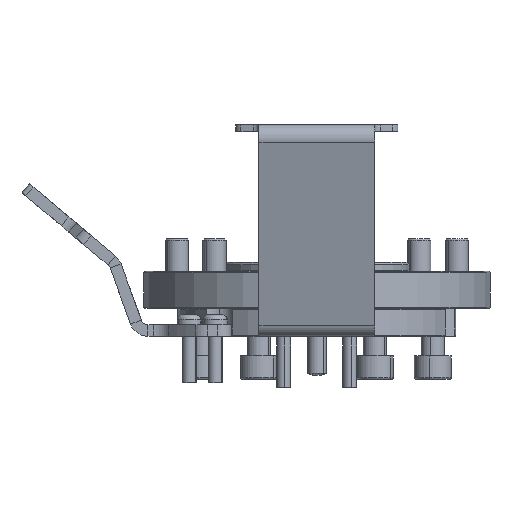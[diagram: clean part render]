
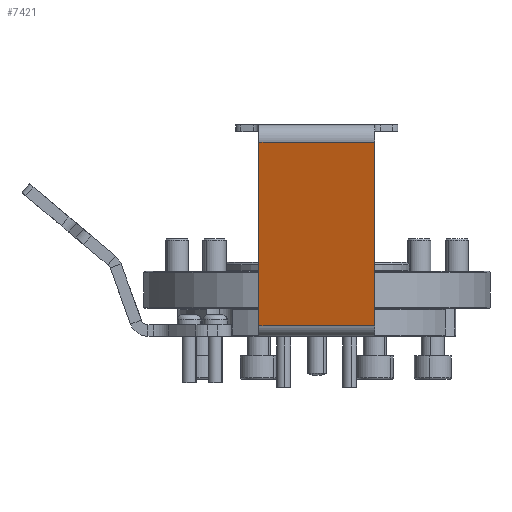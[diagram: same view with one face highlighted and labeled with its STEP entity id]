
A CAD part, left-side view. The second image highlights one B-rep face of the part: STEP entity #7421.
In plain terms, the highlighted planar face has unit normal (-0.966, 0, -0.259).
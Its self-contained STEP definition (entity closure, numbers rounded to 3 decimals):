
#888 = DIRECTION ( 'NONE',  ( 0.259, 0., -0.966 ) ) ;
#957 = DIRECTION ( 'NONE',  ( -0.259, 0., 0.966 ) ) ;
#1201 = PLANE ( 'NONE',  #17628 ) ;
#2159 = ORIENTED_EDGE ( 'NONE', *, *, #6834, .T. ) ;
#2557 = DIRECTION ( 'NONE',  ( 0., 1., 0. ) ) ;
#2928 = VECTOR ( 'NONE', #3026, 1000. ) ;
#3026 = DIRECTION ( 'NONE',  ( 0.259, 0., -0.966 ) ) ;
#3351 = CARTESIAN_POINT ( 'NONE',  ( 1419.067, -25., 1412.447 ) ) ;
#4174 = CARTESIAN_POINT ( 'NONE',  ( 1397.819, -35., 1491.747 ) ) ;
#4506 = EDGE_CURVE ( 'NONE', #8149, #5338, #13013, .T. ) ;
#4954 = VERTEX_POINT ( 'NONE', #8377 ) ;
#5049 = EDGE_CURVE ( 'NONE', #5338, #4954, #18304, .T. ) ;
#5338 = VERTEX_POINT ( 'NONE', #3351 ) ;
#6205 = CARTESIAN_POINT ( 'NONE',  ( 1397.819, 25., 1491.747 ) ) ;
#6834 = EDGE_CURVE ( 'NONE', #8149, #16440, #18419, .T. ) ;
#7044 = VECTOR ( 'NONE', #13601, 1000. ) ;
#7421 = ADVANCED_FACE ( 'NONE', ( #12227 ), #1201, .T. ) ;
#7746 = ORIENTED_EDGE ( 'NONE', *, *, #4506, .F. ) ;
#7756 = ORIENTED_EDGE ( 'NONE', *, *, #5049, .F. ) ;
#8149 = VERTEX_POINT ( 'NONE', #11028 ) ;
#8377 = CARTESIAN_POINT ( 'NONE',  ( 1419.067, 25., 1412.447 ) ) ;
#9114 = CARTESIAN_POINT ( 'NONE',  ( 1420.259, -35., 1408. ) ) ;
#10618 = CARTESIAN_POINT ( 'NONE',  ( 1394.924, 25., 1502.551 ) ) ;
#11028 = CARTESIAN_POINT ( 'NONE',  ( 1397.819, -25., 1491.747 ) ) ;
#11257 = EDGE_LOOP ( 'NONE', ( #2159, #18288, #7756, #7746 ) ) ;
#12014 = CARTESIAN_POINT ( 'NONE',  ( 1419.067, -35., 1412.447 ) ) ;
#12227 = FACE_OUTER_BOUND ( 'NONE', #11257, .T. ) ;
#13013 = LINE ( 'NONE', #17507, #2928 ) ;
#13601 = DIRECTION ( 'NONE',  ( 0., 1., 0. ) ) ;
#15394 = DIRECTION ( 'NONE',  ( -0.966, 0., -0.259 ) ) ;
#16440 = VERTEX_POINT ( 'NONE', #6205 ) ;
#17507 = CARTESIAN_POINT ( 'NONE',  ( 1420.259, -25., 1408. ) ) ;
#17628 = AXIS2_PLACEMENT_3D ( 'NONE', #9114, #15394, #888 ) ;
#18288 = ORIENTED_EDGE ( 'NONE', *, *, #19918, .F. ) ;
#18304 = LINE ( 'NONE', #12014, #7044 ) ;
#18419 = LINE ( 'NONE', #4174, #20891 ) ;
#19699 = VECTOR ( 'NONE', #957, 1000. ) ;
#19918 = EDGE_CURVE ( 'NONE', #4954, #16440, #20161, .T. ) ;
#20161 = LINE ( 'NONE', #10618, #19699 ) ;
#20891 = VECTOR ( 'NONE', #2557, 1000. ) ;
